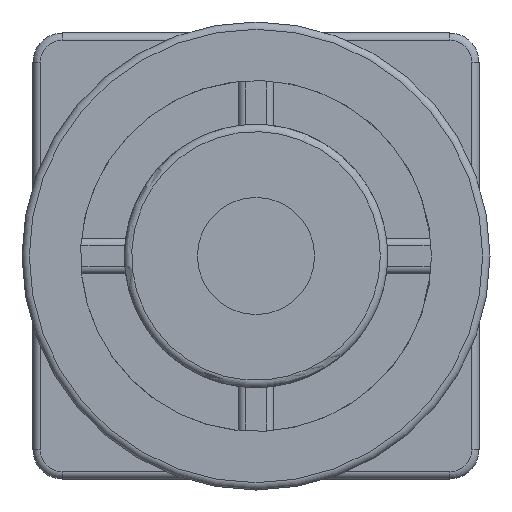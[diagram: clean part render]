
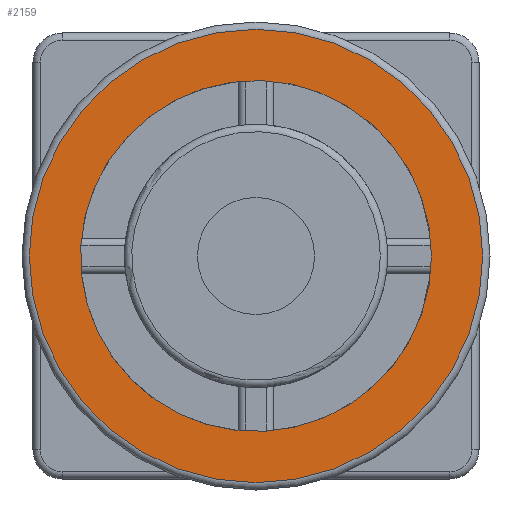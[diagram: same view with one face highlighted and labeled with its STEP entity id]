
A CAD part, front view. The second image highlights one B-rep face of the part: STEP entity #2159.
In plain terms, the highlighted planar face has unit normal (0, -1, 0).
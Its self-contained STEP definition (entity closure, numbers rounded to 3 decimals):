
#45=FACE_BOUND('',#430,.T.);
#82=CIRCLE('',#2312,15.5);
#84=CIRCLE('',#2316,12.);
#210=PLANE('',#2315);
#288=FACE_OUTER_BOUND('',#429,.T.);
#429=EDGE_LOOP('',(#1555));
#430=EDGE_LOOP('',(#1556));
#985=VERTEX_POINT('',#3485);
#987=VERTEX_POINT('',#3491);
#1212=EDGE_CURVE('',#985,#985,#82,.T.);
#1214=EDGE_CURVE('',#987,#987,#84,.T.);
#1555=ORIENTED_EDGE('',*,*,#1212,.F.);
#1556=ORIENTED_EDGE('',*,*,#1214,.T.);
#2159=ADVANCED_FACE('',(#288,#45),#210,.T.);
#2312=AXIS2_PLACEMENT_3D('',#3486,#2639,#2640);
#2315=AXIS2_PLACEMENT_3D('',#3490,#2645,#2646);
#2316=AXIS2_PLACEMENT_3D('',#3492,#2647,#2648);
#2639=DIRECTION('center_axis',(0.,1.,0.));
#2640=DIRECTION('ref_axis',(-1.,0.,0.));
#2645=DIRECTION('center_axis',(0.,-1.,0.));
#2646=DIRECTION('ref_axis',(0.,0.,-1.));
#2647=DIRECTION('center_axis',(0.,1.,0.));
#2648=DIRECTION('ref_axis',(-1.,0.,0.));
#3485=CARTESIAN_POINT('',(15.5,0.,0.));
#3486=CARTESIAN_POINT('Origin',(0.,0.,0.));
#3490=CARTESIAN_POINT('Origin',(0.,0.,0.));
#3491=CARTESIAN_POINT('',(12.,0.,0.));
#3492=CARTESIAN_POINT('Origin',(0.,0.,0.));
